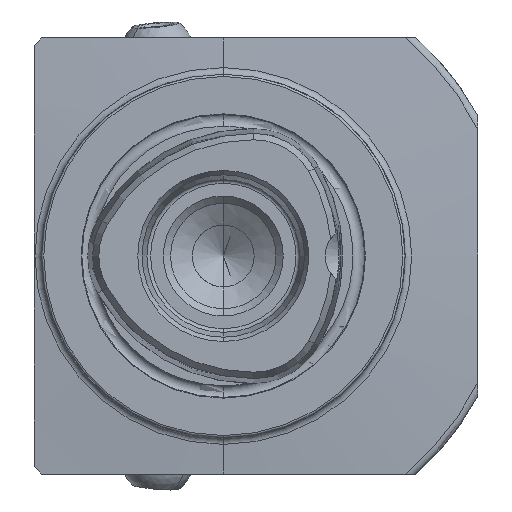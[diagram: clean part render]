
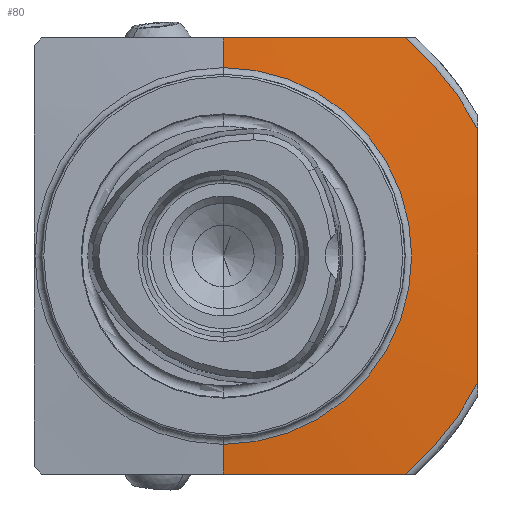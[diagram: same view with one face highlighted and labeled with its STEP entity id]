
A CAD part, left-side view. The second image highlights one B-rep face of the part: STEP entity #80.
In plain terms, the highlighted conical face has half-angle 85 degrees and reference radius 39.087 mm.
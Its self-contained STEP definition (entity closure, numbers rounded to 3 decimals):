
#9 = DIRECTION ( 'NONE',  ( -1., 0., 0. ) ) ;
#25 = EDGE_CURVE ( 'NONE', #6608, #6299, #344, .T. ) ;
#26 = EDGE_CURVE ( 'NONE', #6337, #6194, #6725, .T. ) ;
#28 = EDGE_CURVE ( 'NONE', #6608, #6553, #6723, .T. ) ;
#36 = EDGE_CURVE ( 'NONE', #6337, #6553, #332, .T. ) ;
#80 = ADVANCED_FACE ( 'NONE', ( #6765 ), #6772, .T. ) ;
#230 = EDGE_CURVE ( 'NONE', #6399, #6187, #5538, .T. ) ;
#255 = AXIS2_PLACEMENT_3D ( 'NONE', #5429, #5428, #5425 ) ;
#289 = AXIS2_PLACEMENT_3D ( 'NONE', #4107, #9, #7304 ) ;
#332 = B_SPLINE_CURVE_WITH_KNOTS ( 'NONE', 3,
 ( #2103, #3869, #3865, #3858, #3853, #3879 ),
 .UNSPECIFIED., .F., .F.,
 ( 4, 2, 4 ),
 ( 0.11, 0.127, 0.145 ),
 .UNSPECIFIED. ) ;
#344 = B_SPLINE_CURVE_WITH_KNOTS ( 'NONE', 3,
 ( #364, #367, #370, #373, #365, #368 ),
 .UNSPECIFIED., .F., .F.,
 ( 4, 2, 4 ),
 ( 0.043, 0.055, 0.068 ),
 .UNSPECIFIED. ) ;
#364 = CARTESIAN_POINT ( 'NONE',  ( 22.149, -25.056, -30. ) ) ;
#365 = CARTESIAN_POINT ( 'NONE',  ( 21.354, -4.178, -30. ) ) ;
#367 = CARTESIAN_POINT ( 'NONE',  ( 21.915, -20.882, -30. ) ) ;
#368 = CARTESIAN_POINT ( 'NONE',  ( 21.354, 0., -30. ) ) ;
#370 = CARTESIAN_POINT ( 'NONE',  ( 21.714, -16.707, -30. ) ) ;
#373 = CARTESIAN_POINT ( 'NONE',  ( 21.433, -8.355, -30. ) ) ;
#1325 = EDGE_CURVE ( 'NONE', #6187, #6575, #5994, .T. ) ;
#1330 = AXIS2_PLACEMENT_3D ( 'NONE', #2068, #2067, #2077 ) ;
#1331 = AXIS2_PLACEMENT_3D ( 'NONE', #2076, #2075, #2073 ) ;
#1352 = EDGE_CURVE ( 'NONE', #6399, #6299, #5026, .T. ) ;
#1353 = EDGE_CURVE ( 'NONE', #6575, #6194, #4938, .T. ) ;
#1601 = EDGE_LOOP ( 'NONE', ( #6200, #6118, #6628, #3264, #3011, #3192, #3014, #2911 ) ) ;
#1984 = CARTESIAN_POINT ( 'NONE',  ( 20.996, 0., 25.913 ) ) ;
#1996 = CARTESIAN_POINT ( 'NONE',  ( 22.149, -25.056, 30. ) ) ;
#2067 = DIRECTION ( 'NONE',  ( -1., 0., 0. ) ) ;
#2068 = CARTESIAN_POINT ( 'NONE',  ( 22.149, 0., 0. ) ) ;
#2073 = DIRECTION ( 'NONE',  ( 0., 0., 1. ) ) ;
#2075 = DIRECTION ( 'NONE',  ( -1., 0., 0. ) ) ;
#2076 = CARTESIAN_POINT ( 'NONE',  ( 22.149, 0., 0. ) ) ;
#2077 = DIRECTION ( 'NONE',  ( 0., 0., 1. ) ) ;
#2103 = CARTESIAN_POINT ( 'NONE',  ( 22.149, -35., 17.401 ) ) ;
#2509 = CARTESIAN_POINT ( 'NONE',  ( 21.354, 0., -30. ) ) ;
#2528 = CARTESIAN_POINT ( 'NONE',  ( 22.149, -35., 17.401 ) ) ;
#2556 = CARTESIAN_POINT ( 'NONE',  ( 20.996, 0., -25.913 ) ) ;
#2628 = CARTESIAN_POINT ( 'NONE',  ( 22.149, -35., -17.401 ) ) ;
#2647 = CARTESIAN_POINT ( 'NONE',  ( 21.354, 0., 30. ) ) ;
#2673 = CARTESIAN_POINT ( 'NONE',  ( 22.149, -25.056, -30. ) ) ;
#2911 = ORIENTED_EDGE ( 'NONE', *, *, #1353, .F. ) ;
#3011 = ORIENTED_EDGE ( 'NONE', *, *, #28, .T. ) ;
#3014 = ORIENTED_EDGE ( 'NONE', *, *, #26, .T. ) ;
#3192 = ORIENTED_EDGE ( 'NONE', *, *, #36, .F. ) ;
#3264 = ORIENTED_EDGE ( 'NONE', *, *, #25, .F. ) ;
#3853 = CARTESIAN_POINT ( 'NONE',  ( 21.923, -35., -11.602 ) ) ;
#3858 = CARTESIAN_POINT ( 'NONE',  ( 21.791, -35., -5.802 ) ) ;
#3865 = CARTESIAN_POINT ( 'NONE',  ( 21.791, -35., 5.799 ) ) ;
#3869 = CARTESIAN_POINT ( 'NONE',  ( 21.923, -35., 11.6 ) ) ;
#3879 = CARTESIAN_POINT ( 'NONE',  ( 22.149, -35., -17.401 ) ) ;
#4107 = CARTESIAN_POINT ( 'NONE',  ( 20.996, 0., 0. ) ) ;
#4938 = B_SPLINE_CURVE_WITH_KNOTS ( 'NONE', 3,
 ( #7097, #7091, #7092, #7099, #7100, #7101 ),
 .UNSPECIFIED., .F., .F.,
 ( 4, 2, 4 ),
 ( 0.123, 0.136, 0.148 ),
 .UNSPECIFIED. ) ;
#5024 = VECTOR ( 'NONE', #7076, 1000. ) ;
#5026 = LINE ( 'NONE', #7075, #5024 ) ;
#5425 = DIRECTION ( 'NONE',  ( 0., 0., -1. ) ) ;
#5428 = DIRECTION ( 'NONE',  ( 1., 0., 0. ) ) ;
#5429 = CARTESIAN_POINT ( 'NONE',  ( 22.149, 0., 0. ) ) ;
#5538 = CIRCLE ( 'NONE', #289, 25.913 ) ;
#5992 = VECTOR ( 'NONE', #7033, 1000. ) ;
#5994 = LINE ( 'NONE', #7035, #5992 ) ;
#6118 = ORIENTED_EDGE ( 'NONE', *, *, #230, .F. ) ;
#6187 = VERTEX_POINT ( 'NONE', #1984 ) ;
#6194 = VERTEX_POINT ( 'NONE', #1996 ) ;
#6200 = ORIENTED_EDGE ( 'NONE', *, *, #1325, .F. ) ;
#6299 = VERTEX_POINT ( 'NONE', #2509 ) ;
#6337 = VERTEX_POINT ( 'NONE', #2528 ) ;
#6399 = VERTEX_POINT ( 'NONE', #2556 ) ;
#6553 = VERTEX_POINT ( 'NONE', #2628 ) ;
#6575 = VERTEX_POINT ( 'NONE', #2647 ) ;
#6608 = VERTEX_POINT ( 'NONE', #2673 ) ;
#6628 = ORIENTED_EDGE ( 'NONE', *, *, #1352, .T. ) ;
#6723 = CIRCLE ( 'NONE', #1330, 39.087 ) ;
#6725 = CIRCLE ( 'NONE', #1331, 39.087 ) ;
#6765 = FACE_OUTER_BOUND ( 'NONE', #1601, .T. ) ;
#6772 = CONICAL_SURFACE ( 'NONE', #255, 39.087, 1.484 ) ;
#7033 = DIRECTION ( 'NONE',  ( 0.087, 0., 0.996 ) ) ;
#7035 = CARTESIAN_POINT ( 'NONE',  ( 22.149, 0., 39.087 ) ) ;
#7075 = CARTESIAN_POINT ( 'NONE',  ( 22.149, 0., -39.087 ) ) ;
#7076 = DIRECTION ( 'NONE',  ( 0.087, 0., -0.996 ) ) ;
#7091 = CARTESIAN_POINT ( 'NONE',  ( 21.354, -4.178, 30. ) ) ;
#7092 = CARTESIAN_POINT ( 'NONE',  ( 21.433, -8.355, 30. ) ) ;
#7097 = CARTESIAN_POINT ( 'NONE',  ( 21.354, 0., 30. ) ) ;
#7099 = CARTESIAN_POINT ( 'NONE',  ( 21.714, -16.707, 30. ) ) ;
#7100 = CARTESIAN_POINT ( 'NONE',  ( 21.915, -20.882, 30. ) ) ;
#7101 = CARTESIAN_POINT ( 'NONE',  ( 22.149, -25.056, 30. ) ) ;
#7304 = DIRECTION ( 'NONE',  ( 0., 0., 1. ) ) ;
